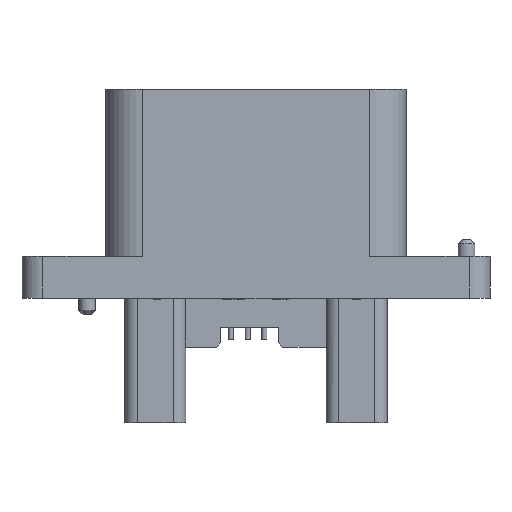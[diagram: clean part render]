
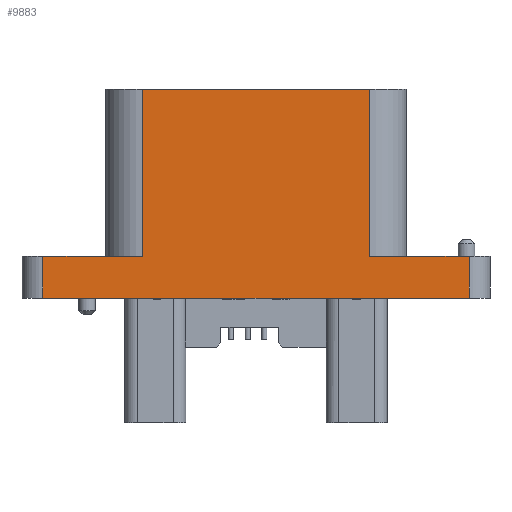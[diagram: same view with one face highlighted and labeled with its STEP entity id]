
A CAD part, front view. The second image highlights one B-rep face of the part: STEP entity #9883.
In plain terms, the highlighted planar face has unit normal (0, -1, 0).
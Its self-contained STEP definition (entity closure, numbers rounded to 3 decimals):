
#163=DIRECTION('',(1.,0.,0.));
#164=VECTOR('',#163,51.);
#165=CARTESIAN_POINT('',(-25.5,-9.5,-25.));
#166=LINE('',#165,#164);
#1330=DIRECTION('',(-1.,0.,0.));
#1331=VECTOR('',#1330,11.9);
#1332=CARTESIAN_POINT('',(-13.6,-9.5,-20.));
#1333=LINE('',#1332,#1331);
#1405=DIRECTION('',(-1.,0.,0.));
#1406=VECTOR('',#1405,11.9);
#1407=CARTESIAN_POINT('',(25.5,-9.5,-20.));
#1408=LINE('',#1407,#1406);
#1471=DIRECTION('',(0.,0.,1.));
#1472=VECTOR('',#1471,20.);
#1473=CARTESIAN_POINT('',(13.6,-9.5,-20.));
#1474=LINE('',#1473,#1472);
#1475=DIRECTION('',(0.,0.,1.));
#1476=VECTOR('',#1475,5.);
#1477=CARTESIAN_POINT('',(25.5,-9.5,-25.));
#1478=LINE('',#1477,#1476);
#1479=DIRECTION('',(0.,0.,-1.));
#1480=VECTOR('',#1479,5.);
#1481=CARTESIAN_POINT('',(-25.5,-9.5,-20.));
#1482=LINE('',#1481,#1480);
#1483=DIRECTION('',(0.,0.,-1.));
#1484=VECTOR('',#1483,20.);
#1485=CARTESIAN_POINT('',(-13.6,-9.5,0.));
#1486=LINE('',#1485,#1484);
#1487=DIRECTION('',(1.,0.,0.));
#1488=VECTOR('',#1487,27.2);
#1489=CARTESIAN_POINT('',(-13.6,-9.5,0.));
#1490=LINE('',#1489,#1488);
#7300=CARTESIAN_POINT('',(13.6,-9.5,0.));
#7302=VERTEX_POINT('',#7300);
#7306=CARTESIAN_POINT('',(13.6,-9.5,-20.));
#7307=VERTEX_POINT('',#7306);
#7312=CARTESIAN_POINT('',(-13.6,-9.5,0.));
#7313=VERTEX_POINT('',#7312);
#7314=CARTESIAN_POINT('',(-13.6,-9.5,-20.));
#7315=VERTEX_POINT('',#7314);
#7332=CARTESIAN_POINT('',(25.5,-9.5,-20.));
#7334=VERTEX_POINT('',#7332);
#7338=CARTESIAN_POINT('',(25.5,-9.5,-25.));
#7339=VERTEX_POINT('',#7338);
#7340=CARTESIAN_POINT('',(-25.5,-9.5,-25.));
#7342=VERTEX_POINT('',#7340);
#7346=CARTESIAN_POINT('',(-25.5,-9.5,-20.));
#7347=VERTEX_POINT('',#7346);
#9863=CARTESIAN_POINT('',(0.,-9.5,0.));
#9864=DIRECTION('',(0.,1.,0.));
#9865=DIRECTION('',(-1.,0.,0.));
#9866=AXIS2_PLACEMENT_3D('',#9863,#9864,#9865);
#9867=PLANE('',#9866);
#9869=ORIENTED_EDGE('',*,*,#9868,.F.);
#9870=ORIENTED_EDGE('',*,*,#9743,.F.);
#9872=ORIENTED_EDGE('',*,*,#9871,.F.);
#9873=ORIENTED_EDGE('',*,*,#8876,.F.);
#9875=ORIENTED_EDGE('',*,*,#9874,.F.);
#9876=ORIENTED_EDGE('',*,*,#9671,.F.);
#9878=ORIENTED_EDGE('',*,*,#9877,.F.);
#9880=ORIENTED_EDGE('',*,*,#9879,.T.);
#9881=EDGE_LOOP('',(#9869,#9870,#9872,#9873,#9875,#9876,#9878,#9880));
#9882=FACE_OUTER_BOUND('',#9881,.F.);
#9883=ADVANCED_FACE('',(#9882),#9867,.F.);
#8876=EDGE_CURVE('',#7342,#7339,#166,.T.);
#9671=EDGE_CURVE('',#7315,#7347,#1333,.T.);
#9743=EDGE_CURVE('',#7334,#7307,#1408,.T.);
#9868=EDGE_CURVE('',#7307,#7302,#1474,.T.);
#9871=EDGE_CURVE('',#7339,#7334,#1478,.T.);
#9874=EDGE_CURVE('',#7347,#7342,#1482,.T.);
#9877=EDGE_CURVE('',#7313,#7315,#1486,.T.);
#9879=EDGE_CURVE('',#7313,#7302,#1490,.T.);
